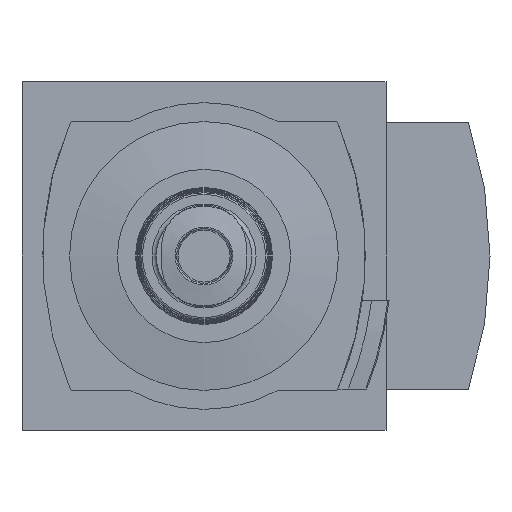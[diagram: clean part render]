
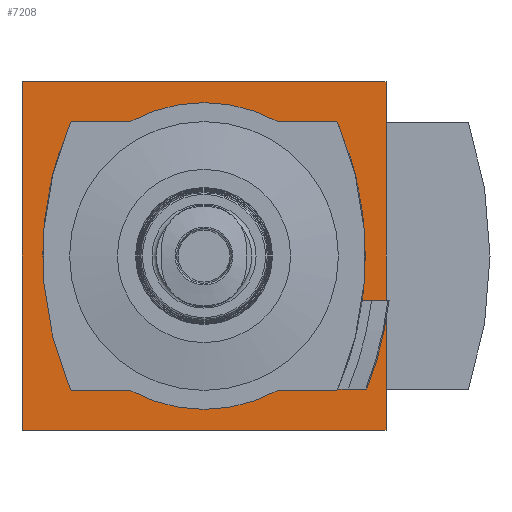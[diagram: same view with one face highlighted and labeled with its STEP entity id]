
A CAD part, front view. The second image highlights one B-rep face of the part: STEP entity #7208.
In plain terms, the highlighted planar face has unit normal (0, -1, 0).
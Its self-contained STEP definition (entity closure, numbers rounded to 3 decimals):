
#121=PLANE('',#7550);
#323=LINE('',#9567,#875);
#429=LINE('',#9789,#981);
#444=LINE('',#9827,#996);
#501=LINE('',#10004,#1053);
#502=LINE('',#10008,#1054);
#503=LINE('',#10012,#1055);
#504=LINE('',#10020,#1056);
#505=LINE('',#10024,#1057);
#506=LINE('',#10030,#1058);
#507=LINE('',#10034,#1059);
#875=VECTOR('',#8004,1000.);
#981=VECTOR('',#8176,1000.);
#996=VECTOR('',#8205,1000.);
#1053=VECTOR('',#8332,1000.);
#1054=VECTOR('',#8335,1000.);
#1055=VECTOR('',#8338,1000.);
#1056=VECTOR('',#8345,1000.);
#1057=VECTOR('',#8348,1000.);
#1058=VECTOR('',#8353,1000.);
#1059=VECTOR('',#8356,1000.);
#1788=ORIENTED_EDGE('',*,*,#3075,.F.);
#1789=ORIENTED_EDGE('',*,*,#3176,.F.);
#1790=ORIENTED_EDGE('',*,*,#3095,.F.);
#1791=ORIENTED_EDGE('',*,*,#2961,.F.);
#1792=ORIENTED_EDGE('',*,*,#3177,.F.);
#1793=ORIENTED_EDGE('',*,*,#3178,.T.);
#1794=ORIENTED_EDGE('',*,*,#3179,.F.);
#1795=ORIENTED_EDGE('',*,*,#3180,.F.);
#1796=ORIENTED_EDGE('',*,*,#3181,.F.);
#1797=ORIENTED_EDGE('',*,*,#3182,.F.);
#1798=ORIENTED_EDGE('',*,*,#3183,.F.);
#1799=ORIENTED_EDGE('',*,*,#3184,.F.);
#1800=ORIENTED_EDGE('',*,*,#3185,.F.);
#1801=ORIENTED_EDGE('',*,*,#3186,.F.);
#1802=ORIENTED_EDGE('',*,*,#3187,.F.);
#1803=ORIENTED_EDGE('',*,*,#3188,.F.);
#1804=ORIENTED_EDGE('',*,*,#3189,.T.);
#1805=ORIENTED_EDGE('',*,*,#3190,.F.);
#1806=ORIENTED_EDGE('',*,*,#3191,.T.);
#2961=EDGE_CURVE('',#3706,#3707,#323,.T.);
#3075=EDGE_CURVE('',#3789,#3706,#429,.T.);
#3095=EDGE_CURVE('',#3707,#3806,#444,.T.);
#3176=EDGE_CURVE('',#3806,#3789,#501,.T.);
#3177=EDGE_CURVE('',#3875,#3876,#4208,.F.);
#3178=EDGE_CURVE('',#3875,#3877,#502,.T.);
#3179=EDGE_CURVE('',#3878,#3877,#4209,.F.);
#3180=EDGE_CURVE('',#3879,#3878,#503,.T.);
#3181=EDGE_CURVE('',#3880,#3879,#4210,.F.);
#3182=EDGE_CURVE('',#3881,#3880,#4211,.F.);
#3183=EDGE_CURVE('',#3882,#3881,#4212,.F.);
#3184=EDGE_CURVE('',#3883,#3882,#504,.T.);
#3185=EDGE_CURVE('',#3884,#3883,#4213,.F.);
#3186=EDGE_CURVE('',#3885,#3884,#505,.T.);
#3187=EDGE_CURVE('',#3886,#3885,#4214,.F.);
#3188=EDGE_CURVE('',#3887,#3886,#4215,.F.);
#3189=EDGE_CURVE('',#3887,#3888,#506,.T.);
#3190=EDGE_CURVE('',#3889,#3888,#4216,.T.);
#3191=EDGE_CURVE('',#3889,#3876,#507,.T.);
#3706=VERTEX_POINT('',#9566);
#3707=VERTEX_POINT('',#9568);
#3789=VERTEX_POINT('',#9788);
#3806=VERTEX_POINT('',#9828);
#3875=VERTEX_POINT('',#10006);
#3876=VERTEX_POINT('',#10007);
#3877=VERTEX_POINT('',#10009);
#3878=VERTEX_POINT('',#10011);
#3879=VERTEX_POINT('',#10013);
#3880=VERTEX_POINT('',#10015);
#3881=VERTEX_POINT('',#10017);
#3882=VERTEX_POINT('',#10019);
#3883=VERTEX_POINT('',#10021);
#3884=VERTEX_POINT('',#10023);
#3885=VERTEX_POINT('',#10025);
#3886=VERTEX_POINT('',#10027);
#3887=VERTEX_POINT('',#10029);
#3888=VERTEX_POINT('',#10031);
#3889=VERTEX_POINT('',#10033);
#4208=CIRCLE('',#7551,0.3);
#4209=CIRCLE('',#7552,17.7);
#4210=CIRCLE('',#7553,0.3);
#4211=CIRCLE('',#7554,38.9);
#4212=CIRCLE('',#7555,0.3);
#4213=CIRCLE('',#7556,17.7);
#4214=CIRCLE('',#7557,0.3);
#4215=CIRCLE('',#7558,38.9);
#4216=CIRCLE('',#7559,39.95);
#4386=EDGE_LOOP('',(#1788,#1789,#1790,#1791));
#4387=EDGE_LOOP('',(#1792,#1793,#1794,#1795,#1796,#1797,#1798,#1799,#1800,
#1801,#1802,#1803,#1804,#1805,#1806));
#4739=FACE_BOUND('',#4386,.T.);
#4740=FACE_BOUND('',#4387,.T.);
#7208=ADVANCED_FACE('',(#4739,#4740),#121,.F.);
#7550=AXIS2_PLACEMENT_3D('',#10003,#8330,#8331);
#7551=AXIS2_PLACEMENT_3D('',#10005,#8333,#8334);
#7552=AXIS2_PLACEMENT_3D('',#10010,#8336,#8337);
#7553=AXIS2_PLACEMENT_3D('',#10014,#8339,#8340);
#7554=AXIS2_PLACEMENT_3D('',#10016,#8341,#8342);
#7555=AXIS2_PLACEMENT_3D('',#10018,#8343,#8344);
#7556=AXIS2_PLACEMENT_3D('',#10022,#8346,#8347);
#7557=AXIS2_PLACEMENT_3D('',#10026,#8349,#8350);
#7558=AXIS2_PLACEMENT_3D('',#10028,#8351,#8352);
#7559=AXIS2_PLACEMENT_3D('',#10032,#8354,#8355);
#8004=DIRECTION('',(0.,0.,1.));
#8176=DIRECTION('',(-1.,0.,0.));
#8205=DIRECTION('',(1.,0.,0.));
#8330=DIRECTION('',(0.,1.,0.));
#8331=DIRECTION('',(0.,0.,1.));
#8332=DIRECTION('',(0.,0.,-1.));
#8333=DIRECTION('',(0.,1.,0.));
#8334=DIRECTION('',(0.,0.,1.));
#8335=DIRECTION('',(-1.,0.,0.));
#8336=DIRECTION('',(0.,1.,0.));
#8337=DIRECTION('',(0.,0.,1.));
#8338=DIRECTION('',(1.,0.,0.));
#8339=DIRECTION('',(0.,1.,0.));
#8340=DIRECTION('',(0.,0.,1.));
#8341=DIRECTION('',(0.,1.,0.));
#8342=DIRECTION('',(0.,0.,1.));
#8343=DIRECTION('',(0.,1.,0.));
#8344=DIRECTION('',(0.,0.,1.));
#8345=DIRECTION('',(-1.,0.,0.));
#8346=DIRECTION('',(0.,1.,0.));
#8347=DIRECTION('',(0.,0.,1.));
#8348=DIRECTION('',(-1.,0.,0.));
#8349=DIRECTION('',(0.,1.,0.));
#8350=DIRECTION('',(0.,0.,1.));
#8351=DIRECTION('',(0.,1.,0.));
#8352=DIRECTION('',(0.,0.,1.));
#8353=DIRECTION('',(1.,0.,0.));
#8354=DIRECTION('',(0.,-1.,0.));
#8355=DIRECTION('',(0.,0.,-1.));
#8356=DIRECTION('',(-1.,0.,0.));
#9566=CARTESIAN_POINT('',(-21.,-31.54,-20.1));
#9567=CARTESIAN_POINT('',(-21.,-31.54,-20.1));
#9568=CARTESIAN_POINT('',(-21.,-31.54,20.1));
#9788=CARTESIAN_POINT('',(21.,-31.54,-20.1));
#9789=CARTESIAN_POINT('',(21.,-31.54,-20.1));
#9827=CARTESIAN_POINT('',(-21.,-31.54,20.1));
#9828=CARTESIAN_POINT('',(21.,-31.54,20.1));
#10003=CARTESIAN_POINT('',(0.,-31.54,0.));
#10004=CARTESIAN_POINT('',(21.,-31.54,20.1));
#10005=CARTESIAN_POINT('',(15.181,-31.54,-15.2));
#10006=CARTESIAN_POINT('',(15.181,-31.54,-15.5));
#10007=CARTESIAN_POINT('',(15.442,-31.54,-15.349));
#10008=CARTESIAN_POINT('',(14.091,-31.54,-15.5));
#10009=CARTESIAN_POINT('',(8.546,-31.54,-15.5));
#10010=CARTESIAN_POINT('',(0.,-31.54,0.));
#10011=CARTESIAN_POINT('',(-8.546,-31.54,-15.5));
#10012=CARTESIAN_POINT('',(0.,-31.54,-15.5));
#10013=CARTESIAN_POINT('',(-15.181,-31.54,-15.5));
#10014=CARTESIAN_POINT('',(-15.181,-31.54,-15.2));
#10015=CARTESIAN_POINT('',(-15.457,-31.54,-15.318));
#10016=CARTESIAN_POINT('',(20.3,-31.54,0.));
#10017=CARTESIAN_POINT('',(-15.457,-31.54,15.318));
#10018=CARTESIAN_POINT('',(-15.181,-31.54,15.2));
#10019=CARTESIAN_POINT('',(-15.181,-31.54,15.5));
#10020=CARTESIAN_POINT('',(0.,-31.54,15.5));
#10021=CARTESIAN_POINT('',(-8.546,-31.54,15.5));
#10022=CARTESIAN_POINT('',(0.,-31.54,0.));
#10023=CARTESIAN_POINT('',(8.546,-31.54,15.5));
#10024=CARTESIAN_POINT('',(0.,-31.54,15.5));
#10025=CARTESIAN_POINT('',(15.181,-31.54,15.5));
#10026=CARTESIAN_POINT('',(15.181,-31.54,15.2));
#10027=CARTESIAN_POINT('',(15.457,-31.54,15.318));
#10028=CARTESIAN_POINT('',(-20.3,-31.54,0.));
#10029=CARTESIAN_POINT('',(18.259,-31.54,-5.142));
#10030=CARTESIAN_POINT('',(17.25,-31.54,-5.142));
#10031=CARTESIAN_POINT('',(19.337,-31.54,-5.142));
#10032=CARTESIAN_POINT('',(-20.3,-31.54,-0.15));
#10033=CARTESIAN_POINT('',(16.646,-31.54,-15.349));
#10034=CARTESIAN_POINT('',(30.,-31.54,-15.349));
